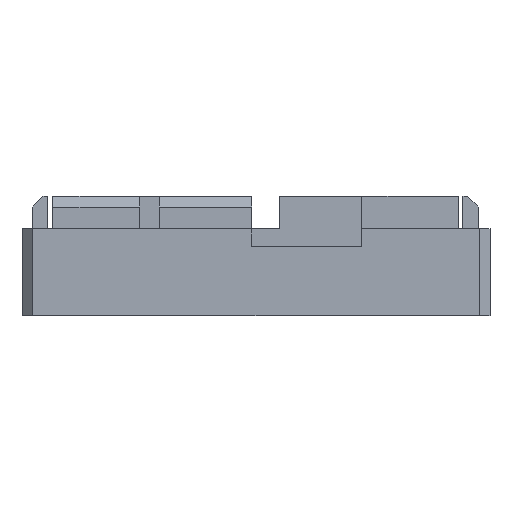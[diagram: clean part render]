
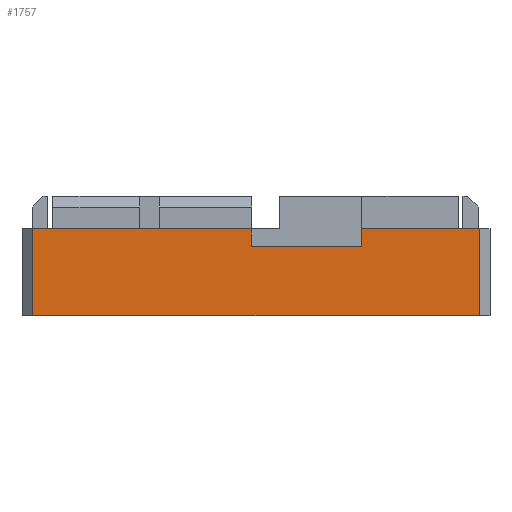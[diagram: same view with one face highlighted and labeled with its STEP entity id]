
A CAD part, front view. The second image highlights one B-rep face of the part: STEP entity #1757.
In plain terms, the highlighted planar face has unit normal (0, -1, 0).
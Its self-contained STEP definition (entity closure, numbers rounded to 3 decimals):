
#44 = PLANE('',#45);
#45 = AXIS2_PLACEMENT_3D('',#46,#47,#48);
#46 = CARTESIAN_POINT('',(0.,-5.,-3.));
#47 = DIRECTION('',(-0.,-0.,-1.));
#48 = DIRECTION('',(-1.,0.,0.));
#192 = VERTEX_POINT('',#193);
#193 = CARTESIAN_POINT('',(20.5,-31.5,-3.));
#207 = PLANE('',#208);
#208 = AXIS2_PLACEMENT_3D('',#209,#210,#211);
#209 = CARTESIAN_POINT('',(21.,-31.,-3.));
#210 = DIRECTION('',(0.707,-0.707,0.));
#211 = DIRECTION('',(0.,0.,1.));
#219 = EDGE_CURVE('',#192,#220,#222,.T.);
#220 = VERTEX_POINT('',#221);
#221 = CARTESIAN_POINT('',(-20.5,-31.5,-3.));
#222 = SURFACE_CURVE('',#223,(#227,#234),.PCURVE_S1.);
#223 = LINE('',#224,#225);
#224 = CARTESIAN_POINT('',(21.5,-31.5,-3.));
#225 = VECTOR('',#226,1.);
#226 = DIRECTION('',(-1.,0.,0.));
#227 = PCURVE('',#44,#228);
#228 = DEFINITIONAL_REPRESENTATION('',(#229),#233);
#229 = LINE('',#230,#231);
#230 = CARTESIAN_POINT('',(-21.5,-26.5));
#231 = VECTOR('',#232,1.);
#232 = DIRECTION('',(1.,0.));
#233 = ( GEOMETRIC_REPRESENTATION_CONTEXT(2) 
PARAMETRIC_REPRESENTATION_CONTEXT() REPRESENTATION_CONTEXT('2D SPACE',''
  ) );
#234 = PCURVE('',#235,#240);
#235 = PLANE('',#236);
#236 = AXIS2_PLACEMENT_3D('',#237,#238,#239);
#237 = CARTESIAN_POINT('',(21.5,-31.5,-3.));
#238 = DIRECTION('',(0.,-1.,0.));
#239 = DIRECTION('',(-1.,0.,0.));
#240 = DEFINITIONAL_REPRESENTATION('',(#241),#245);
#241 = LINE('',#242,#243);
#242 = CARTESIAN_POINT('',(0.,-0.));
#243 = VECTOR('',#244,1.);
#244 = DIRECTION('',(1.,0.));
#245 = ( GEOMETRIC_REPRESENTATION_CONTEXT(2) 
PARAMETRIC_REPRESENTATION_CONTEXT() REPRESENTATION_CONTEXT('2D SPACE',''
  ) );
#263 = PLANE('',#264);
#264 = AXIS2_PLACEMENT_3D('',#265,#266,#267);
#265 = CARTESIAN_POINT('',(-21.,-31.,-3.));
#266 = DIRECTION('',(-0.707,-0.707,0.));
#267 = DIRECTION('',(-0.,-0.,-1.));
#1172 = PLANE('',#1173);
#1173 = AXIS2_PLACEMENT_3D('',#1174,#1175,#1176);
#1174 = CARTESIAN_POINT('',(2.289,-3.582,5.));
#1175 = DIRECTION('',(-0.,-0.,-1.));
#1176 = DIRECTION('',(-1.,0.,0.));
#1628 = PLANE('',#1629);
#1629 = AXIS2_PLACEMENT_3D('',#1630,#1631,#1632);
#1630 = CARTESIAN_POINT('',(2.289,-3.582,5.));
#1631 = DIRECTION('',(-0.,-0.,-1.));
#1632 = DIRECTION('',(-1.,0.,0.));
#1666 = VERTEX_POINT('',#1667);
#1667 = CARTESIAN_POINT('',(-20.5,-31.5,5.));
#1688 = EDGE_CURVE('',#220,#1666,#1689,.T.);
#1689 = SURFACE_CURVE('',#1690,(#1694,#1701),.PCURVE_S1.);
#1690 = LINE('',#1691,#1692);
#1691 = CARTESIAN_POINT('',(-20.5,-31.5,-3.));
#1692 = VECTOR('',#1693,1.);
#1693 = DIRECTION('',(0.,0.,1.));
#1694 = PCURVE('',#263,#1695);
#1695 = DEFINITIONAL_REPRESENTATION('',(#1696),#1700);
#1696 = LINE('',#1697,#1698);
#1697 = CARTESIAN_POINT('',(-0.,0.707));
#1698 = VECTOR('',#1699,1.);
#1699 = DIRECTION('',(-1.,0.));
#1700 = ( GEOMETRIC_REPRESENTATION_CONTEXT(2) 
PARAMETRIC_REPRESENTATION_CONTEXT() REPRESENTATION_CONTEXT('2D SPACE',''
  ) );
#1701 = PCURVE('',#235,#1702);
#1702 = DEFINITIONAL_REPRESENTATION('',(#1703),#1707);
#1703 = LINE('',#1704,#1705);
#1704 = CARTESIAN_POINT('',(42.,0.));
#1705 = VECTOR('',#1706,1.);
#1706 = DIRECTION('',(0.,-1.));
#1707 = ( GEOMETRIC_REPRESENTATION_CONTEXT(2) 
PARAMETRIC_REPRESENTATION_CONTEXT() REPRESENTATION_CONTEXT('2D SPACE',''
  ) );
#1715 = VERTEX_POINT('',#1716);
#1716 = CARTESIAN_POINT('',(20.5,-31.5,5.));
#1737 = EDGE_CURVE('',#192,#1715,#1738,.T.);
#1738 = SURFACE_CURVE('',#1739,(#1743,#1750),.PCURVE_S1.);
#1739 = LINE('',#1740,#1741);
#1740 = CARTESIAN_POINT('',(20.5,-31.5,-3.));
#1741 = VECTOR('',#1742,1.);
#1742 = DIRECTION('',(0.,0.,1.));
#1743 = PCURVE('',#207,#1744);
#1744 = DEFINITIONAL_REPRESENTATION('',(#1745),#1749);
#1745 = LINE('',#1746,#1747);
#1746 = CARTESIAN_POINT('',(0.,0.707));
#1747 = VECTOR('',#1748,1.);
#1748 = DIRECTION('',(1.,0.));
#1749 = ( GEOMETRIC_REPRESENTATION_CONTEXT(2) 
PARAMETRIC_REPRESENTATION_CONTEXT() REPRESENTATION_CONTEXT('2D SPACE',''
  ) );
#1750 = PCURVE('',#235,#1751);
#1751 = DEFINITIONAL_REPRESENTATION('',(#1752),#1756);
#1752 = LINE('',#1753,#1754);
#1753 = CARTESIAN_POINT('',(1.,0.));
#1754 = VECTOR('',#1755,1.);
#1755 = DIRECTION('',(0.,-1.));
#1756 = ( GEOMETRIC_REPRESENTATION_CONTEXT(2) 
PARAMETRIC_REPRESENTATION_CONTEXT() REPRESENTATION_CONTEXT('2D SPACE',''
  ) );
#1757 = ADVANCED_FACE('',(#1758),#235,.T.);
#1758 = FACE_BOUND('',#1759,.T.);
#1759 = EDGE_LOOP('',(#1760,#1761,#1762,#1783,#1811,#1839,#1867,#1886));
#1760 = ORIENTED_EDGE('',*,*,#219,.F.);
#1761 = ORIENTED_EDGE('',*,*,#1737,.T.);
#1762 = ORIENTED_EDGE('',*,*,#1763,.F.);
#1763 = EDGE_CURVE('',#1764,#1715,#1766,.T.);
#1764 = VERTEX_POINT('',#1765);
#1765 = CARTESIAN_POINT('',(9.72,-31.5,5.));
#1766 = SURFACE_CURVE('',#1767,(#1771,#1777),.PCURVE_S1.);
#1767 = LINE('',#1768,#1769);
#1768 = CARTESIAN_POINT('',(11.894,-31.5,5.));
#1769 = VECTOR('',#1770,1.);
#1770 = DIRECTION('',(1.,0.,0.));
#1771 = PCURVE('',#235,#1772);
#1772 = DEFINITIONAL_REPRESENTATION('',(#1773),#1776);
#1773 = B_SPLINE_CURVE_WITH_KNOTS('',1,(#1774,#1775),.UNSPECIFIED.,.F.,
  .F.,(2,2),(-33.394,9.606),.PIECEWISE_BEZIER_KNOTS.);
#1774 = CARTESIAN_POINT('',(43.,-8.));
#1775 = CARTESIAN_POINT('',(0.,-8.));
#1776 = ( GEOMETRIC_REPRESENTATION_CONTEXT(2) 
PARAMETRIC_REPRESENTATION_CONTEXT() REPRESENTATION_CONTEXT('2D SPACE',''
  ) );
#1777 = PCURVE('',#1628,#1778);
#1778 = DEFINITIONAL_REPRESENTATION('',(#1779),#1782);
#1779 = B_SPLINE_CURVE_WITH_KNOTS('',1,(#1780,#1781),.UNSPECIFIED.,.F.,
  .F.,(2,2),(-33.394,9.606),.PIECEWISE_BEZIER_KNOTS.);
#1780 = CARTESIAN_POINT('',(23.789,-27.918));
#1781 = CARTESIAN_POINT('',(-19.211,-27.918));
#1782 = ( GEOMETRIC_REPRESENTATION_CONTEXT(2) 
PARAMETRIC_REPRESENTATION_CONTEXT() REPRESENTATION_CONTEXT('2D SPACE',''
  ) );
#1783 = ORIENTED_EDGE('',*,*,#1784,.T.);
#1784 = EDGE_CURVE('',#1764,#1785,#1787,.T.);
#1785 = VERTEX_POINT('',#1786);
#1786 = CARTESIAN_POINT('',(9.72,-31.5,3.37));
#1787 = SURFACE_CURVE('',#1788,(#1792,#1799),.PCURVE_S1.);
#1788 = LINE('',#1789,#1790);
#1789 = CARTESIAN_POINT('',(9.72,-31.5,8.13));
#1790 = VECTOR('',#1791,1.);
#1791 = DIRECTION('',(0.,0.,-1.));
#1792 = PCURVE('',#235,#1793);
#1793 = DEFINITIONAL_REPRESENTATION('',(#1794),#1798);
#1794 = LINE('',#1795,#1796);
#1795 = CARTESIAN_POINT('',(11.78,-11.13));
#1796 = VECTOR('',#1797,1.);
#1797 = DIRECTION('',(0.,1.));
#1798 = ( GEOMETRIC_REPRESENTATION_CONTEXT(2) 
PARAMETRIC_REPRESENTATION_CONTEXT() REPRESENTATION_CONTEXT('2D SPACE',''
  ) );
#1799 = PCURVE('',#1800,#1805);
#1800 = PLANE('',#1801);
#1801 = AXIS2_PLACEMENT_3D('',#1802,#1803,#1804);
#1802 = CARTESIAN_POINT('',(9.72,-31.5,8.13));
#1803 = DIRECTION('',(-1.,0.,0.));
#1804 = DIRECTION('',(0.,0.,-1.));
#1805 = DEFINITIONAL_REPRESENTATION('',(#1806),#1810);
#1806 = LINE('',#1807,#1808);
#1807 = CARTESIAN_POINT('',(0.,0.));
#1808 = VECTOR('',#1809,1.);
#1809 = DIRECTION('',(1.,0.));
#1810 = ( GEOMETRIC_REPRESENTATION_CONTEXT(2) 
PARAMETRIC_REPRESENTATION_CONTEXT() REPRESENTATION_CONTEXT('2D SPACE',''
  ) );
#1811 = ORIENTED_EDGE('',*,*,#1812,.T.);
#1812 = EDGE_CURVE('',#1785,#1813,#1815,.T.);
#1813 = VERTEX_POINT('',#1814);
#1814 = CARTESIAN_POINT('',(-0.41,-31.5,3.37));
#1815 = SURFACE_CURVE('',#1816,(#1820,#1827),.PCURVE_S1.);
#1816 = LINE('',#1817,#1818);
#1817 = CARTESIAN_POINT('',(9.72,-31.5,3.37));
#1818 = VECTOR('',#1819,1.);
#1819 = DIRECTION('',(-1.,0.,0.));
#1820 = PCURVE('',#235,#1821);
#1821 = DEFINITIONAL_REPRESENTATION('',(#1822),#1826);
#1822 = LINE('',#1823,#1824);
#1823 = CARTESIAN_POINT('',(11.78,-6.37));
#1824 = VECTOR('',#1825,1.);
#1825 = DIRECTION('',(1.,0.));
#1826 = ( GEOMETRIC_REPRESENTATION_CONTEXT(2) 
PARAMETRIC_REPRESENTATION_CONTEXT() REPRESENTATION_CONTEXT('2D SPACE',''
  ) );
#1827 = PCURVE('',#1828,#1833);
#1828 = PLANE('',#1829);
#1829 = AXIS2_PLACEMENT_3D('',#1830,#1831,#1832);
#1830 = CARTESIAN_POINT('',(9.72,-31.5,3.37));
#1831 = DIRECTION('',(0.,0.,1.));
#1832 = DIRECTION('',(-1.,0.,0.));
#1833 = DEFINITIONAL_REPRESENTATION('',(#1834),#1838);
#1834 = LINE('',#1835,#1836);
#1835 = CARTESIAN_POINT('',(0.,0.));
#1836 = VECTOR('',#1837,1.);
#1837 = DIRECTION('',(1.,0.));
#1838 = ( GEOMETRIC_REPRESENTATION_CONTEXT(2) 
PARAMETRIC_REPRESENTATION_CONTEXT() REPRESENTATION_CONTEXT('2D SPACE',''
  ) );
#1839 = ORIENTED_EDGE('',*,*,#1840,.T.);
#1840 = EDGE_CURVE('',#1813,#1841,#1843,.T.);
#1841 = VERTEX_POINT('',#1842);
#1842 = CARTESIAN_POINT('',(-0.41,-31.5,5.));
#1843 = SURFACE_CURVE('',#1844,(#1848,#1855),.PCURVE_S1.);
#1844 = LINE('',#1845,#1846);
#1845 = CARTESIAN_POINT('',(-0.41,-31.5,3.37));
#1846 = VECTOR('',#1847,1.);
#1847 = DIRECTION('',(0.,0.,1.));
#1848 = PCURVE('',#235,#1849);
#1849 = DEFINITIONAL_REPRESENTATION('',(#1850),#1854);
#1850 = LINE('',#1851,#1852);
#1851 = CARTESIAN_POINT('',(21.91,-6.37));
#1852 = VECTOR('',#1853,1.);
#1853 = DIRECTION('',(0.,-1.));
#1854 = ( GEOMETRIC_REPRESENTATION_CONTEXT(2) 
PARAMETRIC_REPRESENTATION_CONTEXT() REPRESENTATION_CONTEXT('2D SPACE',''
  ) );
#1855 = PCURVE('',#1856,#1861);
#1856 = PLANE('',#1857);
#1857 = AXIS2_PLACEMENT_3D('',#1858,#1859,#1860);
#1858 = CARTESIAN_POINT('',(-0.41,-31.5,3.37));
#1859 = DIRECTION('',(1.,0.,0.));
#1860 = DIRECTION('',(0.,0.,1.));
#1861 = DEFINITIONAL_REPRESENTATION('',(#1862),#1866);
#1862 = LINE('',#1863,#1864);
#1863 = CARTESIAN_POINT('',(0.,0.));
#1864 = VECTOR('',#1865,1.);
#1865 = DIRECTION('',(1.,0.));
#1866 = ( GEOMETRIC_REPRESENTATION_CONTEXT(2) 
PARAMETRIC_REPRESENTATION_CONTEXT() REPRESENTATION_CONTEXT('2D SPACE',''
  ) );
#1867 = ORIENTED_EDGE('',*,*,#1868,.F.);
#1868 = EDGE_CURVE('',#1666,#1841,#1869,.T.);
#1869 = SURFACE_CURVE('',#1870,(#1874,#1880),.PCURVE_S1.);
#1870 = LINE('',#1871,#1872);
#1871 = CARTESIAN_POINT('',(11.894,-31.5,5.));
#1872 = VECTOR('',#1873,1.);
#1873 = DIRECTION('',(1.,0.,0.));
#1874 = PCURVE('',#235,#1875);
#1875 = DEFINITIONAL_REPRESENTATION('',(#1876),#1879);
#1876 = B_SPLINE_CURVE_WITH_KNOTS('',1,(#1877,#1878),.UNSPECIFIED.,.F.,
  .F.,(2,2),(-33.394,9.606),.PIECEWISE_BEZIER_KNOTS.);
#1877 = CARTESIAN_POINT('',(43.,-8.));
#1878 = CARTESIAN_POINT('',(0.,-8.));
#1879 = ( GEOMETRIC_REPRESENTATION_CONTEXT(2) 
PARAMETRIC_REPRESENTATION_CONTEXT() REPRESENTATION_CONTEXT('2D SPACE',''
  ) );
#1880 = PCURVE('',#1172,#1881);
#1881 = DEFINITIONAL_REPRESENTATION('',(#1882),#1885);
#1882 = B_SPLINE_CURVE_WITH_KNOTS('',1,(#1883,#1884),.UNSPECIFIED.,.F.,
  .F.,(2,2),(-33.394,9.606),.PIECEWISE_BEZIER_KNOTS.);
#1883 = CARTESIAN_POINT('',(23.789,-27.918));
#1884 = CARTESIAN_POINT('',(-19.211,-27.918));
#1885 = ( GEOMETRIC_REPRESENTATION_CONTEXT(2) 
PARAMETRIC_REPRESENTATION_CONTEXT() REPRESENTATION_CONTEXT('2D SPACE',''
  ) );
#1886 = ORIENTED_EDGE('',*,*,#1688,.F.);
